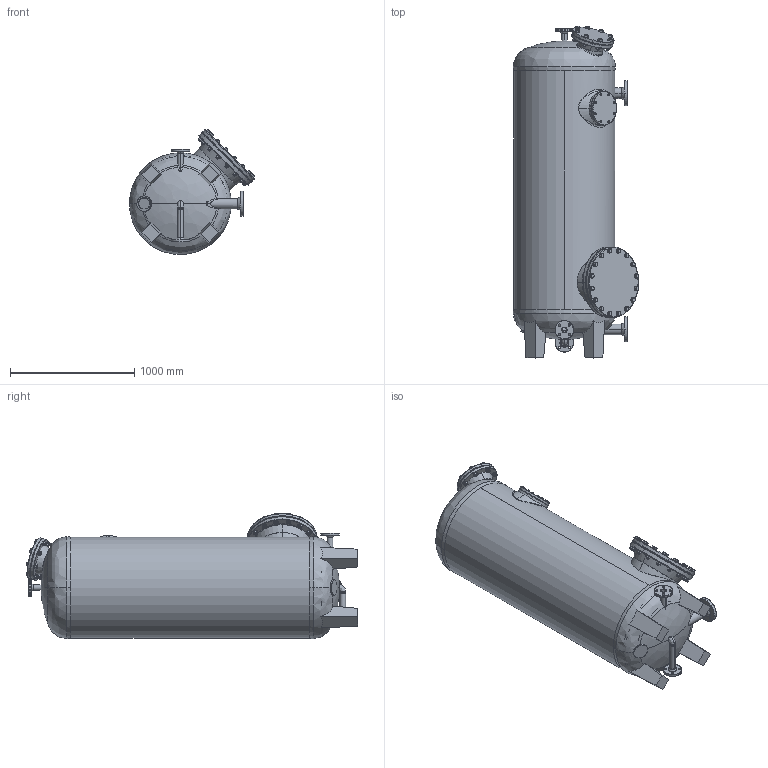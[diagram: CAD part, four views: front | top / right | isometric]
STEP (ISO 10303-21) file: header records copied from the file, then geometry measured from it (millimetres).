
FILE_DESCRIPTION (( 'STEP AP214' ), '1' );
FILE_NAME ('Atlantic 80c.STEP', '2020-11-02T13:17:13', ( '' ), ( '' ), 'SwSTEP 2.0', 'SolidWorks 2019', '' );
FILE_SCHEMA (( 'AUTOMOTIVE_DESIGN' ));
Length unit declared in the file: millimetre
Products named in the file (26): Atlantic 80c; elbow_dn40; vessel_80c; cover_dn400; glass_cover_dn200; inlet_flange_dn80; cover_dn200; hex_screw_m8_40; gasket_sight_glass; outlet_flange_dn80; sight_glass_3col; hex_screw_m20_100; gasket_flange_dn200; washer_fi8; hex_nut_m20; gasket_dn200; drain_flange_dn40; washer_fi20; gasket_dn400; hex_screw_m20_70; air_flange_dn40; vent_flange_dn40
Assembly tree (131 placements, depth 3):
  Atlantic 80c
    vessel_80c
    inlet_flange_dn80
    vent_flange_dn40
    cover_dn200
      cover_dn200
      hex_screw_m20_70  x8
      washer_fi20  x8
      gasket_flange_dn200
    washer_fi20  x24
    hex_nut_m20  x24
    glass_cover_dn200
      glass_cover_dn200
      gasket_dn200
      hex_screw_m8_40  x8
      washer_fi8  x8
    cover_dn400
      cover_dn400
      gasket_dn400
      hex_screw_m20_100  x16
      washer_fi20  x16
    air_flange_dn40
    outlet_flange_dn80
    sight_glass_3col
      sight_glass_3col
      gasket_sight_glass
    elbow_dn40
    drain_flange_dn40
Bounding box: 1007.31 x 2670.37 x 1007.31 mm (x, y, z)
Volume: 86468383.2 mm3; surface area: 16141044 mm2
Topology: 127 solids, 127 shells, 2175 faces, 5056 edges, 3155 vertices
Faces by surface type: cone 772, plane 661, cylinder 608, bspline 134
Entity records: 56230 total; most frequent: CARTESIAN_POINT 33873, ORIENTED_EDGE 3574, DIRECTION 3224, EDGE_CURVE 1787, AXIS2_PLACEMENT_3D 1393, VERTEX_POINT 1216, EDGE_LOOP 837, CIRCLE 762
